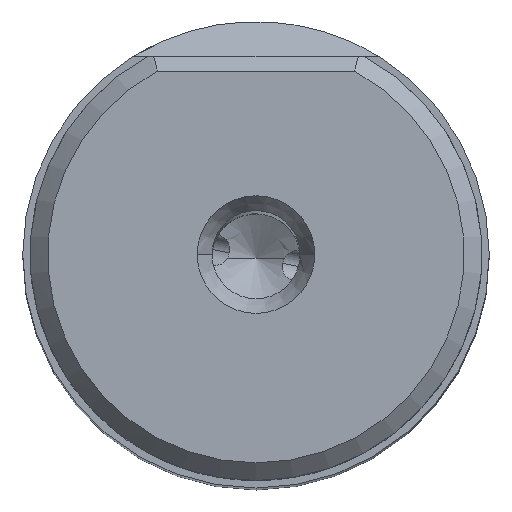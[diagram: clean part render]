
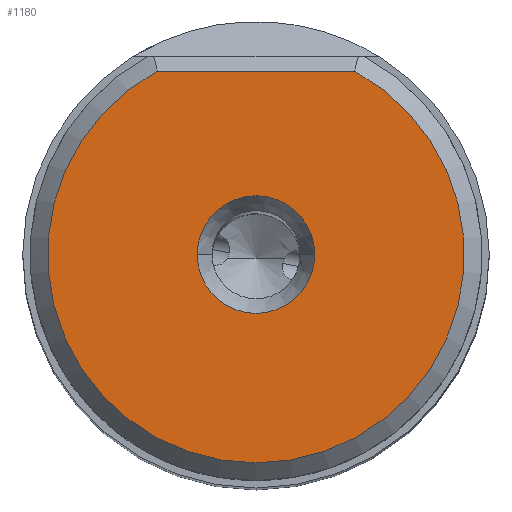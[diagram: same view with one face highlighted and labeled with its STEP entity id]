
A CAD part, top view. The second image highlights one B-rep face of the part: STEP entity #1180.
In plain terms, the highlighted planar face has unit normal (0, 0, 1).
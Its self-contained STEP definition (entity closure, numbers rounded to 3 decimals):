
#905=FACE_BOUND('',#3532,.T.);
#906=FACE_BOUND('',#3533,.T.);
#1180=ADVANCED_FACE('',(#905,#906),#2225,.T.);
#2225=PLANE('',#20028);
#3532=EDGE_LOOP('',(#7578,#7579,#7580));
#3533=EDGE_LOOP('',(#7581,#7582));
#4650=LINE('',#28636,#5497);
#5497=VECTOR('',#22342,1.);
#7578=ORIENTED_EDGE('',*,*,#15640,.F.);
#7579=ORIENTED_EDGE('',*,*,#15641,.F.);
#7580=ORIENTED_EDGE('',*,*,#15642,.F.);
#7581=ORIENTED_EDGE('',*,*,#15639,.F.);
#7582=ORIENTED_EDGE('',*,*,#15643,.F.);
#13589=VERTEX_POINT('',#28626);
#13590=VERTEX_POINT('',#28628);
#13591=VERTEX_POINT('',#28632);
#13592=VERTEX_POINT('',#28633);
#13593=VERTEX_POINT('',#28635);
#15639=EDGE_CURVE('',#13590,#13589,#18583,.T.);
#15640=EDGE_CURVE('',#13591,#13592,#18584,.T.);
#15641=EDGE_CURVE('',#13593,#13591,#18585,.T.);
#15642=EDGE_CURVE('',#13592,#13593,#4650,.T.);
#15643=EDGE_CURVE('',#13589,#13590,#18586,.T.);
#18583=CIRCLE('',#20023,4.);
#18584=CIRCLE('',#20025,14.175);
#18585=CIRCLE('',#20026,14.175);
#18586=CIRCLE('',#20027,4.);
#20023=AXIS2_PLACEMENT_3D('',#28629,#22334,#22335);
#20025=AXIS2_PLACEMENT_3D('',#28631,#22338,#22339);
#20026=AXIS2_PLACEMENT_3D('',#28634,#22340,#22341);
#20027=AXIS2_PLACEMENT_3D('',#28637,#22343,#22344);
#20028=AXIS2_PLACEMENT_3D('',#28638,#22345,#22346);
#22334=DIRECTION('',(0.,0.,1.));
#22335=DIRECTION('',(-1.,0.,0.));
#22338=DIRECTION('',(0.,0.,-1.));
#22339=DIRECTION('',(0.,-1.,0.));
#22340=DIRECTION('',(0.,0.,-1.));
#22341=DIRECTION('',(0.474,0.881,0.));
#22342=DIRECTION('',(1.,0.,0.));
#22343=DIRECTION('',(0.,0.,1.));
#22344=DIRECTION('',(1.,0.,0.));
#22345=DIRECTION('',(0.,0.,1.));
#22346=DIRECTION('',(-1.,0.,0.));
#28626=CARTESIAN_POINT('',(4.,0.,0.));
#28628=CARTESIAN_POINT('',(-4.,0.,0.));
#28629=CARTESIAN_POINT('',(0.,0.,0.));
#28631=CARTESIAN_POINT('',(0.,0.,0.));
#28632=CARTESIAN_POINT('',(0.,-14.175,0.));
#28633=CARTESIAN_POINT('',(-6.712,12.485,0.));
#28634=CARTESIAN_POINT('',(0.,0.,0.));
#28635=CARTESIAN_POINT('',(6.712,12.485,0.));
#28636=CARTESIAN_POINT('',(-6.712,12.485,0.));
#28637=CARTESIAN_POINT('',(0.,0.,0.));
#28638=CARTESIAN_POINT('',(0.,-0.845,0.));
